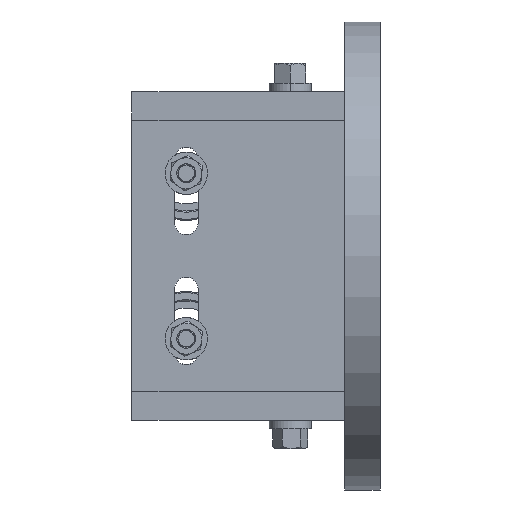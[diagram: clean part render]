
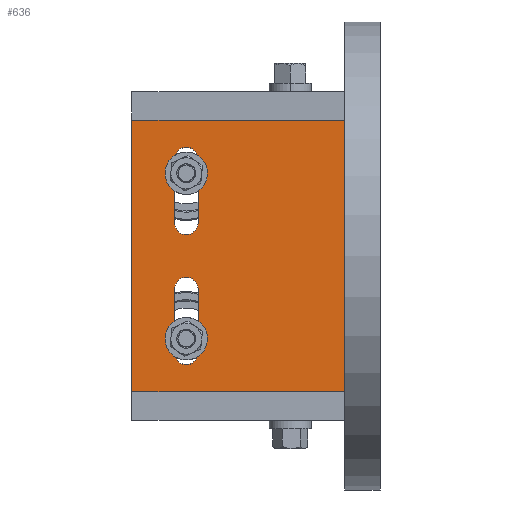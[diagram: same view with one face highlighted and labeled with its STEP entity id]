
A CAD part, left-side view. The second image highlights one B-rep face of the part: STEP entity #636.
In plain terms, the highlighted face is planar.
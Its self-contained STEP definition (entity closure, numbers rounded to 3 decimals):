
#33 = EDGE_LOOP ( 'NONE', ( #7056, #1482, #1937, #4678, #3406 ) ) ;
#83 = DIRECTION ( 'NONE',  ( -1., 0., 0. ) ) ;
#235 = CARTESIAN_POINT ( 'NONE',  ( 115., 90., 12. ) ) ;
#242 = CARTESIAN_POINT ( 'NONE',  ( 16.5, 72., 12. ) ) ;
#310 = CARTESIAN_POINT ( 'NONE',  ( 115., 0., 12. ) ) ;
#492 = CARTESIAN_POINT ( 'NONE',  ( 98.5, 72., 12. ) ) ;
#563 = DIRECTION ( 'NONE',  ( -1., 0., 0. ) ) ;
#583 = DIRECTION ( 'NONE',  ( -1., 0., 0. ) ) ;
#636 = ADVANCED_FACE ( 'NONE', ( #4705, #2487, #6850 ), #1861, .F. ) ;
#698 = AXIS2_PLACEMENT_3D ( 'NONE', #1561, #3141, #1523 ) ;
#805 = VECTOR ( 'NONE', #983, 1000. ) ;
#853 = EDGE_CURVE ( 'NONE', #4793, #5974, #1517, .T. ) ;
#854 = VERTEX_POINT ( 'NONE', #3648 ) ;
#919 = EDGE_CURVE ( 'NONE', #6185, #3944, #3786, .T. ) ;
#983 = DIRECTION ( 'NONE',  ( 0., 1., 0. ) ) ;
#1101 = CARTESIAN_POINT ( 'NONE',  ( 0., 90., 12. ) ) ;
#1126 = CARTESIAN_POINT ( 'NONE',  ( 0., 0., 12. ) ) ;
#1139 = LINE ( 'NONE', #1101, #6988 ) ;
#1248 = EDGE_CURVE ( 'NONE', #4137, #2991, #6405, .T. ) ;
#1286 = AXIS2_PLACEMENT_3D ( 'NONE', #4822, #2564, #3245 ) ;
#1373 = CARTESIAN_POINT ( 'NONE',  ( 16.5, 62., 12. ) ) ;
#1475 = VERTEX_POINT ( 'NONE', #2950 ) ;
#1482 = ORIENTED_EDGE ( 'NONE', *, *, #6775, .T. ) ;
#1517 = LINE ( 'NONE', #6447, #4883 ) ;
#1523 = DIRECTION ( 'NONE',  ( -1., 0., 0. ) ) ;
#1537 = CARTESIAN_POINT ( 'NONE',  ( 71.5, 62., 12. ) ) ;
#1541 = EDGE_CURVE ( 'NONE', #3944, #4956, #2406, .T. ) ;
#1550 = CARTESIAN_POINT ( 'NONE',  ( 16.5, 67., 12. ) ) ;
#1561 = CARTESIAN_POINT ( 'NONE',  ( 71.5, 67., 12. ) ) ;
#1589 = DIRECTION ( 'NONE',  ( 0., -1., 0. ) ) ;
#1606 = ORIENTED_EDGE ( 'NONE', *, *, #4860, .T. ) ;
#1723 = EDGE_CURVE ( 'NONE', #3682, #6185, #1139, .T. ) ;
#1731 = AXIS2_PLACEMENT_3D ( 'NONE', #4491, #5045, #83 ) ;
#1797 = CARTESIAN_POINT ( 'NONE',  ( 43.5, 62., 12. ) ) ;
#1839 = LINE ( 'NONE', #242, #3182 ) ;
#1861 = PLANE ( 'NONE',  #6500 ) ;
#1937 = ORIENTED_EDGE ( 'NONE', *, *, #2667, .T. ) ;
#1999 = VECTOR ( 'NONE', #1589, 1000. ) ;
#2000 = CARTESIAN_POINT ( 'NONE',  ( 115., 0., 12. ) ) ;
#2086 = CARTESIAN_POINT ( 'NONE',  ( 0., 0., 12. ) ) ;
#2154 = LINE ( 'NONE', #4954, #6510 ) ;
#2284 = CARTESIAN_POINT ( 'NONE',  ( 98.5, 67., 12. ) ) ;
#2351 = VECTOR ( 'NONE', #6368, 1000. ) ;
#2406 = LINE ( 'NONE', #5751, #2351 ) ;
#2441 = CARTESIAN_POINT ( 'NONE',  ( 71.5, 72., 12. ) ) ;
#2451 = EDGE_LOOP ( 'NONE', ( #7097, #1606, #3725, #6262, #6104 ) ) ;
#2487 = FACE_OUTER_BOUND ( 'NONE', #4966, .T. ) ;
#2501 = VERTEX_POINT ( 'NONE', #3609 ) ;
#2550 = ORIENTED_EDGE ( 'NONE', *, *, #5579, .T. ) ;
#2564 = DIRECTION ( 'NONE',  ( 0., 0., -1. ) ) ;
#2586 = EDGE_CURVE ( 'NONE', #5083, #6408, #2154, .T. ) ;
#2667 = EDGE_CURVE ( 'NONE', #5130, #854, #6184, .T. ) ;
#2757 = AXIS2_PLACEMENT_3D ( 'NONE', #2284, #4574, #4033 ) ;
#2891 = CIRCLE ( 'NONE', #1286, 5. ) ;
#2933 = DIRECTION ( 'NONE',  ( 0., 0., -1. ) ) ;
#2950 = CARTESIAN_POINT ( 'NONE',  ( 43.5, 72., 12. ) ) ;
#2991 = VERTEX_POINT ( 'NONE', #2441 ) ;
#3141 = DIRECTION ( 'NONE',  ( 0., 0., -1. ) ) ;
#3158 = DIRECTION ( 'NONE',  ( -1., 0., 0. ) ) ;
#3165 = CARTESIAN_POINT ( 'NONE',  ( 98.5, 62., 12. ) ) ;
#3182 = VECTOR ( 'NONE', #4613, 1000. ) ;
#3245 = DIRECTION ( 'NONE',  ( -1., 0., 0. ) ) ;
#3274 = DIRECTION ( 'NONE',  ( -1., 0., 0. ) ) ;
#3321 = CARTESIAN_POINT ( 'NONE',  ( 11.5, 67., 12. ) ) ;
#3406 = ORIENTED_EDGE ( 'NONE', *, *, #5316, .T. ) ;
#3609 = CARTESIAN_POINT ( 'NONE',  ( 98.5, 72., 12. ) ) ;
#3648 = CARTESIAN_POINT ( 'NONE',  ( 16.5, 72., 12. ) ) ;
#3652 = VECTOR ( 'NONE', #4904, 1000. ) ;
#3682 = VERTEX_POINT ( 'NONE', #235 ) ;
#3725 = ORIENTED_EDGE ( 'NONE', *, *, #2586, .T. ) ;
#3726 = AXIS2_PLACEMENT_3D ( 'NONE', #4336, #3778, #3274 ) ;
#3759 = LINE ( 'NONE', #2000, #805 ) ;
#3778 = DIRECTION ( 'NONE',  ( 0., 0., -1. ) ) ;
#3786 = LINE ( 'NONE', #2086, #1999 ) ;
#3944 = VERTEX_POINT ( 'NONE', #1126 ) ;
#3954 = ORIENTED_EDGE ( 'NONE', *, *, #1541, .T. ) ;
#4033 = DIRECTION ( 'NONE',  ( -1., 0., 0. ) ) ;
#4137 = VERTEX_POINT ( 'NONE', #6940 ) ;
#4290 = EDGE_CURVE ( 'NONE', #2991, #2501, #4361, .T. ) ;
#4310 = AXIS2_PLACEMENT_3D ( 'NONE', #1550, #7054, #583 ) ;
#4336 = CARTESIAN_POINT ( 'NONE',  ( 71.5, 67., 12. ) ) ;
#4361 = LINE ( 'NONE', #492, #3652 ) ;
#4464 = EDGE_CURVE ( 'NONE', #854, #1475, #1839, .T. ) ;
#4491 = CARTESIAN_POINT ( 'NONE',  ( 43.5, 67., 12. ) ) ;
#4574 = DIRECTION ( 'NONE',  ( 0., 0., -1. ) ) ;
#4613 = DIRECTION ( 'NONE',  ( 1., 0., 0. ) ) ;
#4678 = ORIENTED_EDGE ( 'NONE', *, *, #4464, .T. ) ;
#4705 = FACE_BOUND ( 'NONE', #2451, .T. ) ;
#4793 = VERTEX_POINT ( 'NONE', #1797 ) ;
#4822 = CARTESIAN_POINT ( 'NONE',  ( 16.5, 67., 12. ) ) ;
#4860 = EDGE_CURVE ( 'NONE', #2501, #5083, #6250, .T. ) ;
#4883 = VECTOR ( 'NONE', #5944, 1000. ) ;
#4904 = DIRECTION ( 'NONE',  ( 1., 0., 0. ) ) ;
#4954 = CARTESIAN_POINT ( 'NONE',  ( 98.5, 62., 12. ) ) ;
#4956 = VERTEX_POINT ( 'NONE', #310 ) ;
#4966 = EDGE_LOOP ( 'NONE', ( #6709, #3954, #2550, #6992 ) ) ;
#5045 = DIRECTION ( 'NONE',  ( 0., 0., -1. ) ) ;
#5083 = VERTEX_POINT ( 'NONE', #3165 ) ;
#5130 = VERTEX_POINT ( 'NONE', #3321 ) ;
#5316 = EDGE_CURVE ( 'NONE', #1475, #4793, #6701, .T. ) ;
#5579 = EDGE_CURVE ( 'NONE', #4956, #3682, #3759, .T. ) ;
#5618 = EDGE_CURVE ( 'NONE', #6408, #4137, #6930, .T. ) ;
#5733 = DIRECTION ( 'NONE',  ( -1., 0., 0. ) ) ;
#5751 = CARTESIAN_POINT ( 'NONE',  ( 0., 0., 12. ) ) ;
#5944 = DIRECTION ( 'NONE',  ( -1., 0., 0. ) ) ;
#5974 = VERTEX_POINT ( 'NONE', #1373 ) ;
#6104 = ORIENTED_EDGE ( 'NONE', *, *, #1248, .T. ) ;
#6184 = CIRCLE ( 'NONE', #4310, 5. ) ;
#6185 = VERTEX_POINT ( 'NONE', #6691 ) ;
#6250 = CIRCLE ( 'NONE', #2757, 5. ) ;
#6262 = ORIENTED_EDGE ( 'NONE', *, *, #5618, .T. ) ;
#6368 = DIRECTION ( 'NONE',  ( 1., 0., 0. ) ) ;
#6405 = CIRCLE ( 'NONE', #3726, 5. ) ;
#6408 = VERTEX_POINT ( 'NONE', #1537 ) ;
#6447 = CARTESIAN_POINT ( 'NONE',  ( 16.5, 62., 12. ) ) ;
#6500 = AXIS2_PLACEMENT_3D ( 'NONE', #6924, #2933, #5733 ) ;
#6510 = VECTOR ( 'NONE', #3158, 1000. ) ;
#6691 = CARTESIAN_POINT ( 'NONE',  ( 0., 90., 12. ) ) ;
#6701 = CIRCLE ( 'NONE', #1731, 5. ) ;
#6709 = ORIENTED_EDGE ( 'NONE', *, *, #919, .T. ) ;
#6775 = EDGE_CURVE ( 'NONE', #5974, #5130, #2891, .T. ) ;
#6850 = FACE_BOUND ( 'NONE', #33, .T. ) ;
#6924 = CARTESIAN_POINT ( 'NONE',  ( 0., 90., 12. ) ) ;
#6930 = CIRCLE ( 'NONE', #698, 5. ) ;
#6940 = CARTESIAN_POINT ( 'NONE',  ( 66.5, 67., 12. ) ) ;
#6988 = VECTOR ( 'NONE', #563, 1000. ) ;
#6992 = ORIENTED_EDGE ( 'NONE', *, *, #1723, .T. ) ;
#7054 = DIRECTION ( 'NONE',  ( 0., 0., -1. ) ) ;
#7056 = ORIENTED_EDGE ( 'NONE', *, *, #853, .T. ) ;
#7097 = ORIENTED_EDGE ( 'NONE', *, *, #4290, .T. ) ;
